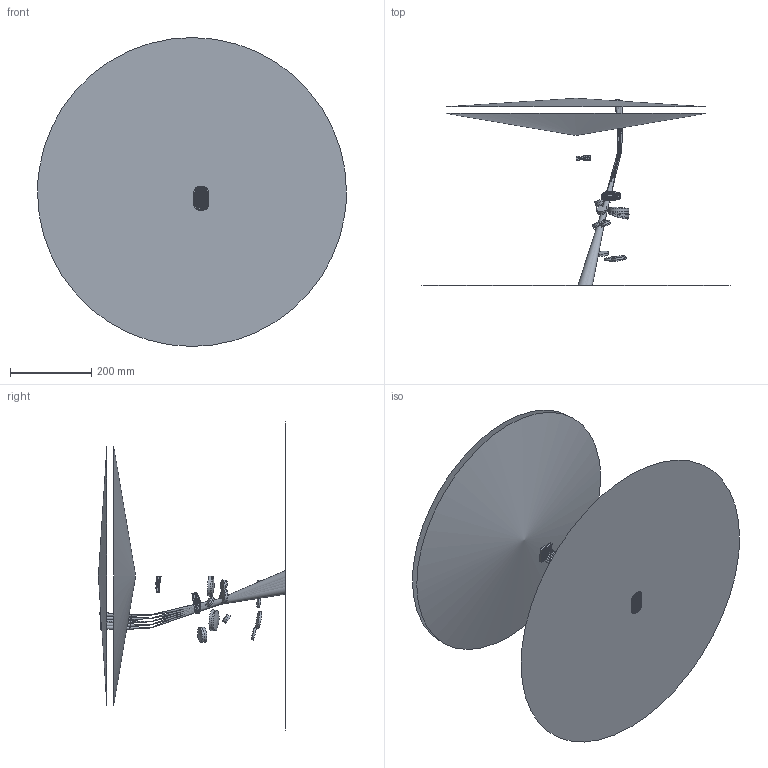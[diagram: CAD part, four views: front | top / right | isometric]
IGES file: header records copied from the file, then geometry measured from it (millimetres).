
Global section: file name: model1-ray3.IGS; native system: HarmonyWare Translators; preprocessor: HarmonyWare IGES v1.4.8; date: 20060103.173027; units: millimetre
Bounding box: 762 x 461.44 x 762 mm (x, y, z)
Volume: 1041897.7 mm3; surface area: 1396657.5 mm2
Topology: 56 solids, 3467 shells, 15349 faces, 38785 edges, 19830 vertices
Faces by surface type: bspline 15349
